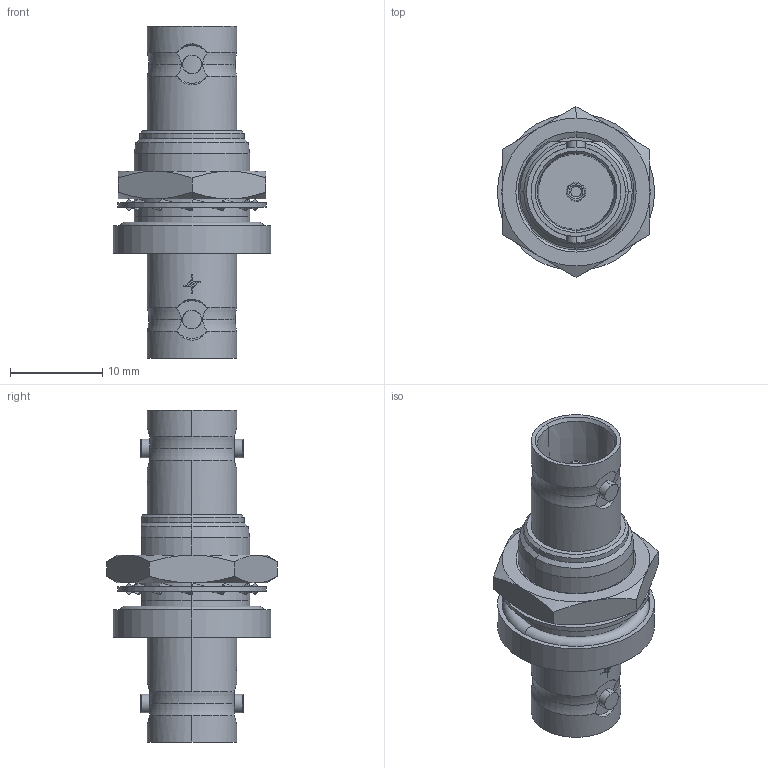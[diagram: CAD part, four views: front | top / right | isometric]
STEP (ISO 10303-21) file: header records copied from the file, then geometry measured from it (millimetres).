
FILE_DESCRIPTION (( 'STEP AP214' ), '1' );
FILE_NAME ('J01005A0007.STEP', '2012-02-28T07:51:16', ( 'markiewicz' ), ( '' ), 'SwSTEP 2.0', 'SolidWorks 2011', '' );
FILE_SCHEMA (( 'AUTOMOTIVE_DESIGN' ));
Length unit declared in the file: millimetre
Products named in the file (1): J01005A0007
Bounding box: 17 x 18.48 x 35.9 mm (x, y, z)
Volume: 3154.1 mm3; surface area: 2893.9 mm2
Topology: 3 solids, 3 shells, 305 faces, 773 edges, 498 vertices
Faces by surface type: plane 122, cylinder 73, cone 58, bspline 36, torus 16
Entity records: 13432 total; most frequent: CARTESIAN_POINT 3118, ORIENTED_EDGE 1546, DIRECTION 1297, EDGE_CURVE 773, VERTEX_POINT 498, AXIS2_PLACEMENT_3D 475, LINE 347, VECTOR 347
